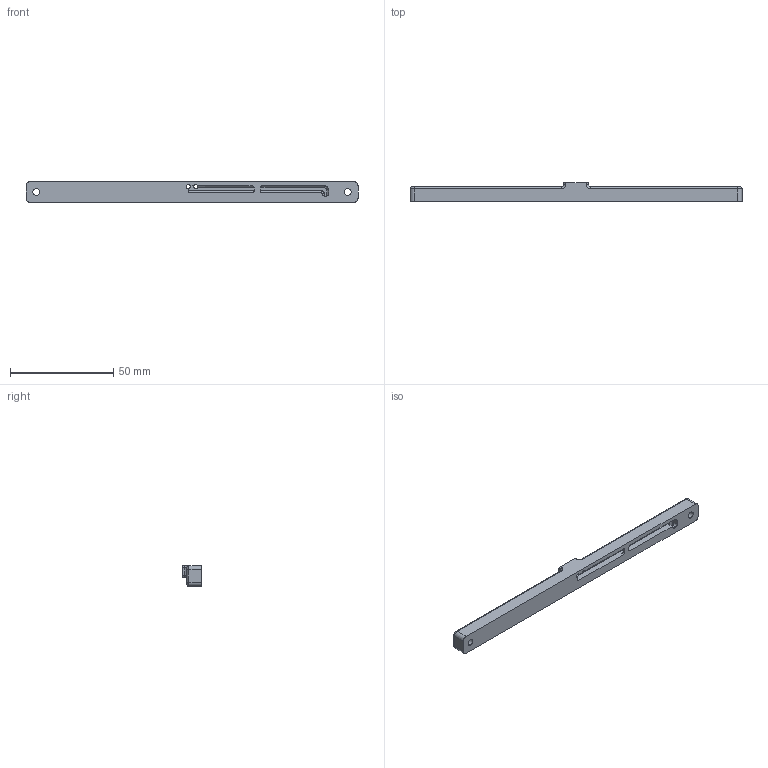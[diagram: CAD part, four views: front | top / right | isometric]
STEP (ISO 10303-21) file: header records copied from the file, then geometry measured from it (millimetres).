
FILE_DESCRIPTION (( 'STEP AP203' ), '1' );
FILE_NAME ('Electrical Contact Mount.STEP', '2021-02-24T23:49:54', ( '' ), ( '' ), 'SwSTEP 2.0', 'SolidWorks 2018', '' );
FILE_SCHEMA (( 'CONFIG_CONTROL_DESIGN' ));
Length unit declared in the file: millimetre
Products named in the file (1): Electrical Contact Mount
Bounding box: 161 x 9 x 10 mm (x, y, z)
Volume: 10202.6 mm3; surface area: 6253.2 mm2
Topology: 1 solids, 1 shells, 87 faces, 230 edges, 143 vertices
Faces by surface type: cylinder 46, plane 27, torus 14
Entity records: 2812 total; most frequent: DIRECTION 509, CARTESIAN_POINT 478, ORIENTED_EDGE 460, EDGE_CURVE 230, AXIS2_PLACEMENT_3D 194, VERTEX_POINT 143, VECTOR 121, LINE 121
